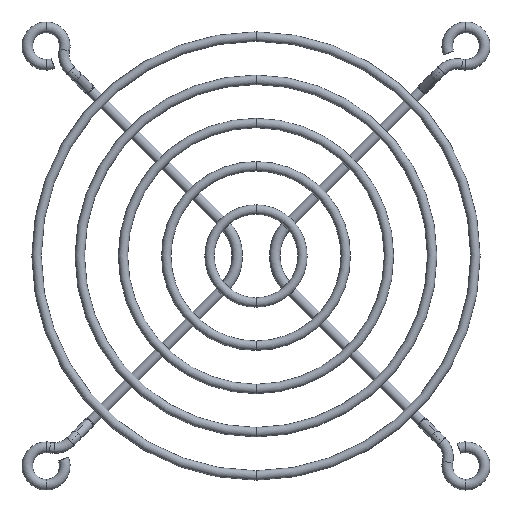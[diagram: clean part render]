
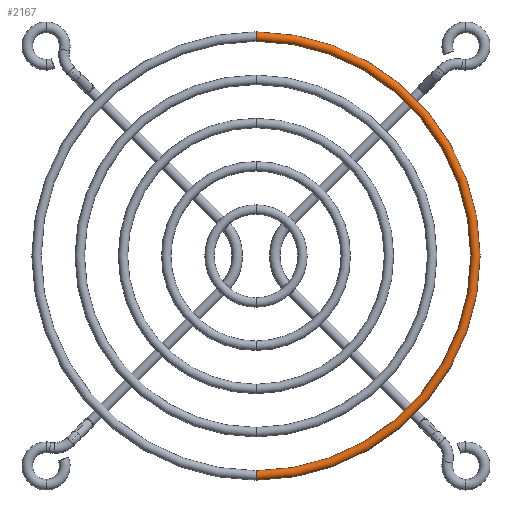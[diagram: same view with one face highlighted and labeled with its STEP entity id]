
A CAD part, front view. The second image highlights one B-rep face of the part: STEP entity #2167.
In plain terms, the highlighted toroidal (fillet/blend) face has major radius 37.3 mm and minor radius 0.8 mm.
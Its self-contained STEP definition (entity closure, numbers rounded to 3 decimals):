
#11 = DIRECTION ( 'NONE',  ( 1., 0., 0. ) ) ;
#13 = DIRECTION ( 'NONE',  ( 0., 1., 0. ) ) ;
#16 = DIRECTION ( 'NONE',  ( 0., 0., 1. ) ) ;
#18 = DIRECTION ( 'NONE',  ( 0., 1., 0. ) ) ;
#25 = DIRECTION ( 'NONE',  ( 0., 0., 1. ) ) ;
#54 = DIRECTION ( 'NONE',  ( -1., 0., 0. ) ) ;
#59 = CARTESIAN_POINT ( 'NONE',  ( 0., -1.7, 0. ) ) ;
#75 = CARTESIAN_POINT ( 'NONE',  ( 0., -1.7, -37.3 ) ) ;
#81 = CARTESIAN_POINT ( 'NONE',  ( 0., -1.7, 37.3 ) ) ;
#99 = DIRECTION ( 'NONE',  ( 0., 0., 1. ) ) ;
#110 = DIRECTION ( 'NONE',  ( 0., 0., -1. ) ) ;
#120 = CARTESIAN_POINT ( 'NONE',  ( 0., -1.7, 0. ) ) ;
#138 = DIRECTION ( 'NONE',  ( 0., 0., 1. ) ) ;
#168 = DIRECTION ( 'NONE',  ( 0., 1., 0. ) ) ;
#281 = CARTESIAN_POINT ( 'NONE',  ( 0., -1.7, 0. ) ) ;
#1027 = VERTEX_POINT ( 'NONE', #1340 ) ;
#1029 = VERTEX_POINT ( 'NONE', #1348 ) ;
#1065 = VERTEX_POINT ( 'NONE', #1371 ) ;
#1128 = VERTEX_POINT ( 'NONE', #1589 ) ;
#1340 = CARTESIAN_POINT ( 'NONE',  ( 0., -1.7, -36.5 ) ) ;
#1348 = CARTESIAN_POINT ( 'NONE',  ( 0., -1.7, 38.1 ) ) ;
#1371 = CARTESIAN_POINT ( 'NONE',  ( 0., -1.7, 36.5 ) ) ;
#1589 = CARTESIAN_POINT ( 'NONE',  ( 0., -1.7, -38.1 ) ) ;
#2060 = EDGE_CURVE ( 'NONE', #1029, #1128, #2896, .T. ) ;
#2063 = EDGE_CURVE ( 'NONE', #1065, #1029, #2901, .T. ) ;
#2064 = EDGE_CURVE ( 'NONE', #1065, #1027, #2902, .T. ) ;
#2065 = EDGE_CURVE ( 'NONE', #1027, #1128, #2904, .T. ) ;
#2167 = ADVANCED_FACE ( 'NONE', ( #2955 ), #2952, .T. ) ;
#2265 = ORIENTED_EDGE ( 'NONE', *, *, #2060, .F. ) ;
#2266 = ORIENTED_EDGE ( 'NONE', *, *, #2063, .F. ) ;
#2267 = ORIENTED_EDGE ( 'NONE', *, *, #2064, .T. ) ;
#2268 = ORIENTED_EDGE ( 'NONE', *, *, #2065, .T. ) ;
#2623 = AXIS2_PLACEMENT_3D ( 'NONE', #81, #54, #16 ) ;
#2624 = AXIS2_PLACEMENT_3D ( 'NONE', #120, #13, #25 ) ;
#2627 = AXIS2_PLACEMENT_3D ( 'NONE', #75, #11, #110 ) ;
#2628 = AXIS2_PLACEMENT_3D ( 'NONE', #59, #18, #99 ) ;
#2656 = AXIS2_PLACEMENT_3D ( 'NONE', #281, #168, #138 ) ;
#2896 = CIRCLE ( 'NONE', #2624, 38.1 ) ;
#2901 = CIRCLE ( 'NONE', #2623, 0.8 ) ;
#2902 = CIRCLE ( 'NONE', #2628, 36.5 ) ;
#2904 = CIRCLE ( 'NONE', #2627, 0.8 ) ;
#2952 = TOROIDAL_SURFACE ( 'NONE', #2656, 37.3, 0.8 ) ;
#2955 = FACE_OUTER_BOUND ( 'NONE', #3195, .T. ) ;
#3195 = EDGE_LOOP ( 'NONE', ( #2265, #2266, #2267, #2268 ) ) ;
